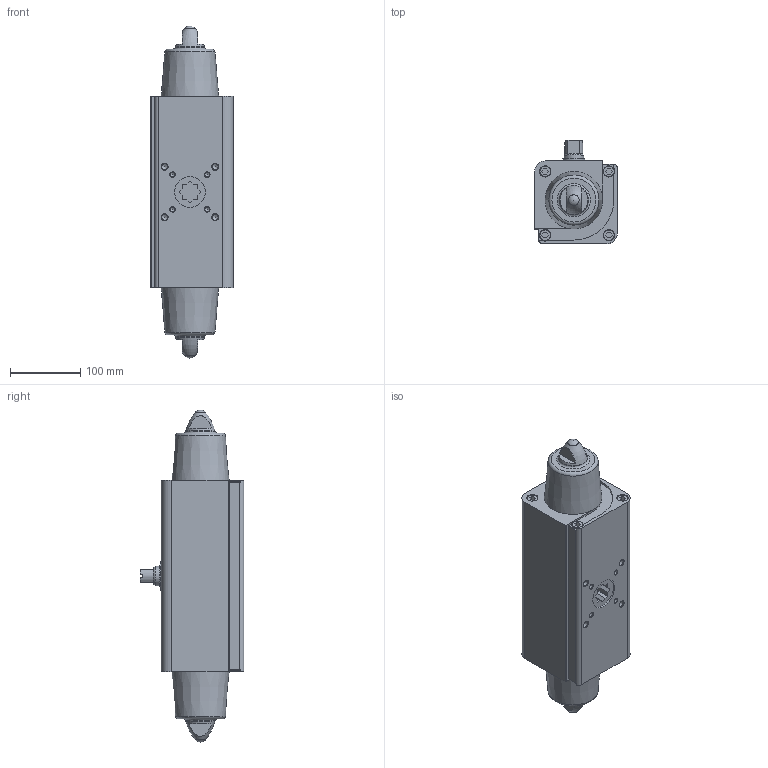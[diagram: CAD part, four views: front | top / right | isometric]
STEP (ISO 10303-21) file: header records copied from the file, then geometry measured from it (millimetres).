
FILE_DESCRIPTION(/* description */ ('STEP AP214'),/* implementation_level */ '2;1');
FILE_NAME(/* name */ '8030620_DAPS-0180-090-RS4-F0710-T4',/* time_stamp */ '2024-08-13T16:36:53+02:00',/* author */ ('License CC BY-ND 4.0'),/* organization */ ('CADENAS'),/* preprocessor_version */ 'ST-DEVELOPER v19.3',/* originating_system */ 'PARTsolutions',/* authorisation */ ' ');
FILE_SCHEMA (('AUTOMOTIVE_DESIGN {1 0 10303 214 3 1 1}'));
Length unit declared in the file: millimetre
Products named in the file (3): 8030620 DAPS-0180-090-RS4-F0710-T4---0; 8030620 DAPS-0180-090-RS4-F0710-T4---(1); 8030620 DAPS-0180-090-RS4-F0710-T4---(2)
Assembly tree (2 placements, depth 2):
  8030620 DAPS-0180-090-RS4-F0710-T4---0
    8030620 DAPS-0180-090-RS4-F0710-T4---(1)
    8030620 DAPS-0180-090-RS4-F0710-T4---(2)
Bounding box: 118 x 148 x 474 mm (x, y, z)
Volume: 4346460.6 mm3; surface area: 233557 mm2
Topology: 2 solids, 2 shells, 257 faces, 640 edges, 409 vertices
Faces by surface type: plane 138, cylinder 59, cone 42, torus 16, sphere 2
Full cylindrical faces by diameter (mm): 4.134 x8, 4.917 x1, 6.647 x4, 8.376 x4, 8.566 x2, 16 x8, 28 x1, 31.3 x1, 41 x2, 44 x2
Entity records: 6954 total; most frequent: CARTESIAN_POINT 1225, DIRECTION 1196, ORIENTED_EDGE 1006, EDGE_CURVE 503, AXIS2_PLACEMENT_3D 441, FACE_BOUND 395, VERTEX_POINT 386, EDGE_LOOP 376
